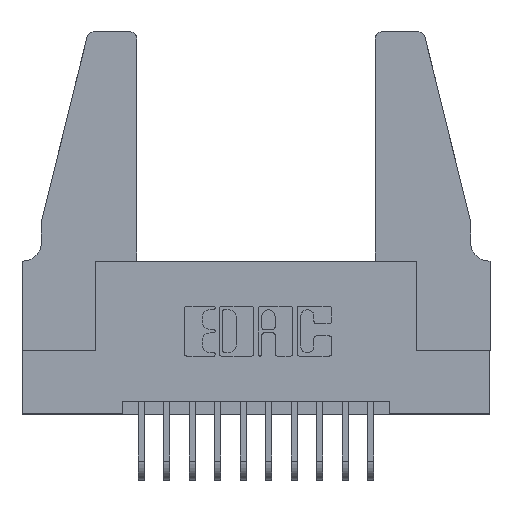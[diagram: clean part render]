
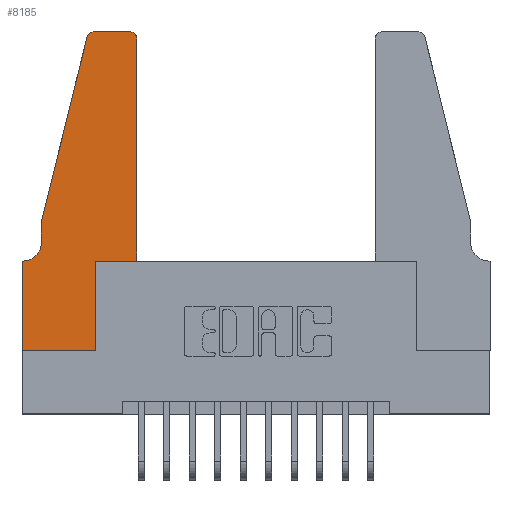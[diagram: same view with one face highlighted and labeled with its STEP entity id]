
A CAD part, top view. The second image highlights one B-rep face of the part: STEP entity #8185.
In plain terms, the highlighted planar face has unit normal (0, 0, 1).
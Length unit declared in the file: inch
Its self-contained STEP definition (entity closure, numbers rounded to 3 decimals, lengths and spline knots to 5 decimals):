
#126 = LINE ( 'NONE', #3988, #13436 ) ;
#215 = LINE ( 'NONE', #5292, #3498 ) ;
#292 = CARTESIAN_POINT ( 'NONE',  ( 0.4505, 0.35, 0.37 ) ) ;
#384 = ORIENTED_EDGE ( 'NONE', *, *, #15685, .T. ) ;
#417 = VERTEX_POINT ( 'NONE', #9115 ) ;
#458 = ORIENTED_EDGE ( 'NONE', *, *, #7138, .T. ) ;
#701 = EDGE_CURVE ( 'NONE', #3342, #7547, #11052, .T. ) ;
#734 = CARTESIAN_POINT ( 'NONE',  ( 0.0755, 0.5, 0.37 ) ) ;
#837 = DIRECTION ( 'NONE',  ( 1., 0., 0. ) ) ;
#1170 = EDGE_LOOP ( 'NONE', ( #4796, #14993, #384, #6317, #14909, #4974, #11860, #2361, #6156, #3462, #9052, #458 ) ) ;
#1386 = DIRECTION ( 'NONE',  ( 0., 1., 0. ) ) ;
#1775 = VECTOR ( 'NONE', #837, 39.37008 ) ;
#2353 = AXIS2_PLACEMENT_3D ( 'NONE', #10920, #6488, #6845 ) ;
#2361 = ORIENTED_EDGE ( 'NONE', *, *, #10550, .T. ) ;
#2453 = EDGE_CURVE ( 'NONE', #3734, #3342, #215, .T. ) ;
#2703 = DIRECTION ( 'NONE',  ( 1., 0., 0. ) ) ;
#3275 = VECTOR ( 'NONE', #13583, 39.37008 ) ;
#3342 = VERTEX_POINT ( 'NONE', #9710 ) ;
#3462 = ORIENTED_EDGE ( 'NONE', *, *, #14101, .T. ) ;
#3498 = VECTOR ( 'NONE', #10360, 39.37008 ) ;
#3663 = VERTEX_POINT ( 'NONE', #13966 ) ;
#3734 = VERTEX_POINT ( 'NONE', #734 ) ;
#3917 = CARTESIAN_POINT ( 'NONE',  ( 0.2865, 0.35, 0.37 ) ) ;
#3988 = CARTESIAN_POINT ( 'NONE',  ( 0.0755, 0.35, 0.37 ) ) ;
#4422 = CARTESIAN_POINT ( 'NONE',  ( 0.0755, 0.5, 0.37 ) ) ;
#4549 = AXIS2_PLACEMENT_3D ( 'NONE', #10437, #12912, #8025 ) ;
#4617 = LINE ( 'NONE', #10084, #13644 ) ;
#4691 = CARTESIAN_POINT ( 'NONE',  ( 0.4205, 1.22, 0.37 ) ) ;
#4768 = LINE ( 'NONE', #14901, #7073 ) ;
#4796 = ORIENTED_EDGE ( 'NONE', *, *, #12065, .T. ) ;
#4887 = CARTESIAN_POINT ( 'NONE',  ( 0.4505, 0.35, 0.37 ) ) ;
#4970 = VERTEX_POINT ( 'NONE', #8339 ) ;
#4974 = ORIENTED_EDGE ( 'NONE', *, *, #10936, .T. ) ;
#5085 = CARTESIAN_POINT ( 'NONE',  ( 0., 0., 0.37 ) ) ;
#5086 = LINE ( 'NONE', #8214, #1775 ) ;
#5292 = CARTESIAN_POINT ( 'NONE',  ( 0.0755, 0.5, 0.37 ) ) ;
#5368 = DIRECTION ( 'NONE',  ( -1., 0., 0. ) ) ;
#5993 = LINE ( 'NONE', #5085, #3275 ) ;
#6156 = ORIENTED_EDGE ( 'NONE', *, *, #11571, .T. ) ;
#6207 = CIRCLE ( 'NONE', #11790, 0.03 ) ;
#6219 = VERTEX_POINT ( 'NONE', #14691 ) ;
#6273 = VERTEX_POINT ( 'NONE', #9789 ) ;
#6317 = ORIENTED_EDGE ( 'NONE', *, *, #2453, .T. ) ;
#6422 = VECTOR ( 'NONE', #8751, 39.37008 ) ;
#6488 = DIRECTION ( 'NONE',  ( 0., 0., 1. ) ) ;
#6619 = CARTESIAN_POINT ( 'NONE',  ( 0.2865, 0.35, 0.37 ) ) ;
#6845 = DIRECTION ( 'NONE',  ( 1., 0., 0. ) ) ;
#6869 = VECTOR ( 'NONE', #1386, 39.37008 ) ;
#7073 = VECTOR ( 'NONE', #15126, 39.37008 ) ;
#7138 = EDGE_CURVE ( 'NONE', #417, #6219, #6207, .T. ) ;
#7547 = VERTEX_POINT ( 'NONE', #10188 ) ;
#7893 = EDGE_CURVE ( 'NONE', #3663, #12672, #5993, .T. ) ;
#8025 = DIRECTION ( 'NONE',  ( 1., 0., 0. ) ) ;
#8112 = FACE_OUTER_BOUND ( 'NONE', #1170, .T. ) ;
#8185 = ADVANCED_FACE ( 'NONE', ( #8112 ), #12806, .T. ) ;
#8214 = CARTESIAN_POINT ( 'NONE',  ( 0.4505, 0.35, 0.37 ) ) ;
#8283 = AXIS2_PLACEMENT_3D ( 'NONE', #14038, #11509, #5368 ) ;
#8339 = CARTESIAN_POINT ( 'NONE',  ( 0.25487, 1.22718, 0.37 ) ) ;
#8751 = DIRECTION ( 'NONE',  ( 0., 1., 0. ) ) ;
#8862 = LINE ( 'NONE', #4422, #14670 ) ;
#8881 = CARTESIAN_POINT ( 'NONE',  ( 0.284, 1.25, 0.37 ) ) ;
#8975 = CARTESIAN_POINT ( 'NONE',  ( 0., 0., 0.37 ) ) ;
#9052 = ORIENTED_EDGE ( 'NONE', *, *, #14027, .T. ) ;
#9115 = CARTESIAN_POINT ( 'NONE',  ( 0.4505, 1.22, 0.37 ) ) ;
#9120 = DIRECTION ( 'NONE',  ( -0.239, -0.971, 0. ) ) ;
#9495 = DIRECTION ( 'NONE',  ( 0., 0., 1. ) ) ;
#9592 = DIRECTION ( 'NONE',  ( 1., 0., 0. ) ) ;
#9710 = CARTESIAN_POINT ( 'NONE',  ( 0.0755, 0.42, 0.37 ) ) ;
#9789 = CARTESIAN_POINT ( 'NONE',  ( 0.2865, 0., 0.37 ) ) ;
#9814 = VERTEX_POINT ( 'NONE', #6619 ) ;
#10084 = CARTESIAN_POINT ( 'NONE',  ( 0., 0., 0.37 ) ) ;
#10188 = CARTESIAN_POINT ( 'NONE',  ( 0.0055, 0.35, 0.37 ) ) ;
#10233 = DIRECTION ( 'NONE',  ( -1., 0., 0. ) ) ;
#10317 = LINE ( 'NONE', #3917, #6869 ) ;
#10360 = DIRECTION ( 'NONE',  ( 0., -1., 0. ) ) ;
#10437 = CARTESIAN_POINT ( 'NONE',  ( 0., 0.35, 0.37 ) ) ;
#10550 = EDGE_CURVE ( 'NONE', #12672, #6273, #4617, .T. ) ;
#10920 = CARTESIAN_POINT ( 'NONE',  ( 0.284, 1.22, 0.37 ) ) ;
#10936 = EDGE_CURVE ( 'NONE', #7547, #3663, #126, .T. ) ;
#11052 = CIRCLE ( 'NONE', #8283, 0.07 ) ;
#11509 = DIRECTION ( 'NONE',  ( 0., 0., -1. ) ) ;
#11571 = EDGE_CURVE ( 'NONE', #6273, #9814, #10317, .T. ) ;
#11790 = AXIS2_PLACEMENT_3D ( 'NONE', #4691, #9495, #9592 ) ;
#11860 = ORIENTED_EDGE ( 'NONE', *, *, #7893, .T. ) ;
#12065 = EDGE_CURVE ( 'NONE', #6219, #13654, #4768, .T. ) ;
#12225 = EDGE_CURVE ( 'NONE', #13654, #4970, #15927, .T. ) ;
#12672 = VERTEX_POINT ( 'NONE', #8975 ) ;
#12806 = PLANE ( 'NONE',  #4549 ) ;
#12912 = DIRECTION ( 'NONE',  ( 0., 0., 1. ) ) ;
#13436 = VECTOR ( 'NONE', #10233, 39.37008 ) ;
#13583 = DIRECTION ( 'NONE',  ( 0., -1., 0. ) ) ;
#13623 = VERTEX_POINT ( 'NONE', #4887 ) ;
#13644 = VECTOR ( 'NONE', #2703, 39.37008 ) ;
#13654 = VERTEX_POINT ( 'NONE', #8881 ) ;
#13966 = CARTESIAN_POINT ( 'NONE',  ( 0., 0.35, 0.37 ) ) ;
#14027 = EDGE_CURVE ( 'NONE', #13623, #417, #14149, .T. ) ;
#14038 = CARTESIAN_POINT ( 'NONE',  ( 0.0055, 0.42, 0.37 ) ) ;
#14101 = EDGE_CURVE ( 'NONE', #9814, #13623, #5086, .T. ) ;
#14149 = LINE ( 'NONE', #292, #6422 ) ;
#14670 = VECTOR ( 'NONE', #9120, 39.37008 ) ;
#14691 = CARTESIAN_POINT ( 'NONE',  ( 0.4205, 1.25, 0.37 ) ) ;
#14901 = CARTESIAN_POINT ( 'NONE',  ( 0.2605, 1.25, 0.37 ) ) ;
#14909 = ORIENTED_EDGE ( 'NONE', *, *, #701, .T. ) ;
#14993 = ORIENTED_EDGE ( 'NONE', *, *, #12225, .T. ) ;
#15126 = DIRECTION ( 'NONE',  ( -1., 0., 0. ) ) ;
#15685 = EDGE_CURVE ( 'NONE', #4970, #3734, #8862, .T. ) ;
#15927 = CIRCLE ( 'NONE', #2353, 0.03 ) ;
